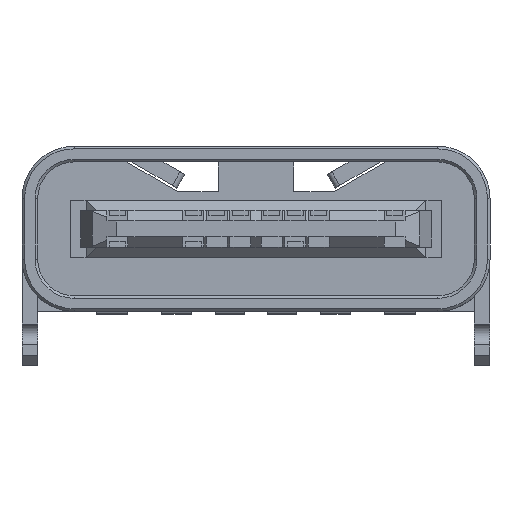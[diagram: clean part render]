
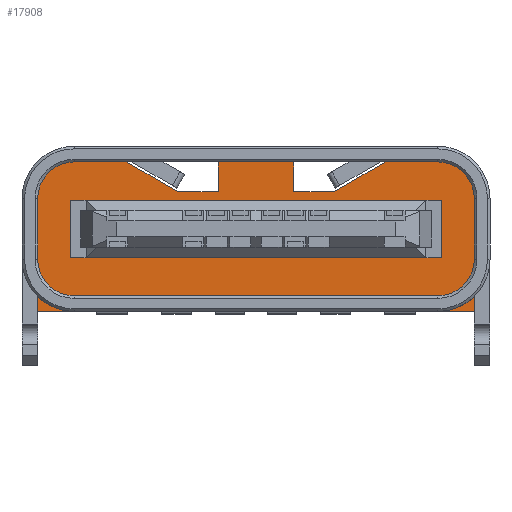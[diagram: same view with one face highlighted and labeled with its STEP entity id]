
A CAD part, front view. The second image highlights one B-rep face of the part: STEP entity #17908.
In plain terms, the highlighted planar face has unit normal (0, -1, 0).
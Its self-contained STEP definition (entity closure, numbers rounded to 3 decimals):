
#90 = VERTEX_POINT ( 'NONE', #4477 ) ;
#216 = LINE ( 'NONE', #13348, #1797 ) ;
#219 = CARTESIAN_POINT ( 'NONE',  ( -0.72, 2.075, 2.293 ) ) ;
#304 = ORIENTED_EDGE ( 'NONE', *, *, #32902, .T. ) ;
#377 = CIRCLE ( 'NONE', #1971, 0.7 ) ;
#615 = CARTESIAN_POINT ( 'NONE',  ( -0.72, 2.075, 2.86 ) ) ;
#719 = DIRECTION ( 'NONE',  ( 1., 0., 0. ) ) ;
#833 = VECTOR ( 'NONE', #25707, 1000. ) ;
#1185 = VERTEX_POINT ( 'NONE', #13026 ) ;
#1230 = EDGE_CURVE ( 'NONE', #30581, #1185, #23462, .T. ) ;
#1278 = LINE ( 'NONE', #8594, #2222 ) ;
#1315 = VERTEX_POINT ( 'NONE', #17143 ) ;
#1373 = ORIENTED_EDGE ( 'NONE', *, *, #19343, .T. ) ;
#1488 = CARTESIAN_POINT ( 'NONE',  ( 4.175, 2.075, 2.16 ) ) ;
#1679 = CARTESIAN_POINT ( 'NONE',  ( -3.475, 2.075, 2.16 ) ) ;
#1751 = VERTEX_POINT ( 'NONE', #4481 ) ;
#1760 = VERTEX_POINT ( 'NONE', #14745 ) ;
#1797 = VECTOR ( 'NONE', #719, 1000. ) ;
#1951 = DIRECTION ( 'NONE',  ( 0., 0., 1. ) ) ;
#1970 = CARTESIAN_POINT ( 'NONE',  ( -0.72, 2.075, 2.86 ) ) ;
#1971 = AXIS2_PLACEMENT_3D ( 'NONE', #7554, #15726, #25524 ) ;
#2034 = ORIENTED_EDGE ( 'NONE', *, *, #22164, .F. ) ;
#2088 = DIRECTION ( 'NONE',  ( -1., 0., 0. ) ) ;
#2222 = VECTOR ( 'NONE', #21505, 1000. ) ;
#2292 = DIRECTION ( 'NONE',  ( 0., 0., 1. ) ) ;
#3226 = CARTESIAN_POINT ( 'NONE',  ( -3.55, 2.075, 2.13 ) ) ;
#3348 = EDGE_CURVE ( 'NONE', #1760, #4513, #28654, .T. ) ;
#3382 = CARTESIAN_POINT ( 'NONE',  ( -3.55, 2.075, 1.03 ) ) ;
#3719 = DIRECTION ( 'NONE',  ( 1., 0., 0. ) ) ;
#3775 = PLANE ( 'NONE',  #12687 ) ;
#3899 = EDGE_CURVE ( 'NONE', #10720, #28326, #216, .T. ) ;
#4121 = ORIENTED_EDGE ( 'NONE', *, *, #18775, .F. ) ;
#4231 = CARTESIAN_POINT ( 'NONE',  ( 2.473, 2.075, 2.86 ) ) ;
#4447 = LINE ( 'NONE', #7172, #13302 ) ;
#4477 = CARTESIAN_POINT ( 'NONE',  ( 0.72, 2.075, 2.86 ) ) ;
#4481 = CARTESIAN_POINT ( 'NONE',  ( -4.175, 2.075, 0. ) ) ;
#4513 = VERTEX_POINT ( 'NONE', #25745 ) ;
#6591 = DIRECTION ( 'NONE',  ( -1., 0., 0. ) ) ;
#7172 = CARTESIAN_POINT ( 'NONE',  ( -3.55, 2.075, 2.13 ) ) ;
#7334 = LINE ( 'NONE', #28011, #19736 ) ;
#7390 = CARTESIAN_POINT ( 'NONE',  ( -4.175, 2.075, 1. ) ) ;
#7554 = CARTESIAN_POINT ( 'NONE',  ( 3.475, 2.075, 2.16 ) ) ;
#7565 = LINE ( 'NONE', #17792, #833 ) ;
#7892 = CIRCLE ( 'NONE', #12684, 0.7 ) ;
#8174 = DIRECTION ( 'NONE',  ( -1., 0., 0. ) ) ;
#8577 = VECTOR ( 'NONE', #6591, 1000. ) ;
#8594 = CARTESIAN_POINT ( 'NONE',  ( 4.175, 2.075, 1. ) ) ;
#8625 = EDGE_CURVE ( 'NONE', #28817, #1751, #17895, .T. ) ;
#8789 = LINE ( 'NONE', #3226, #11797 ) ;
#9195 = LINE ( 'NONE', #14711, #19561 ) ;
#9716 = EDGE_CURVE ( 'NONE', #13617, #90, #22678, .T. ) ;
#10300 = ORIENTED_EDGE ( 'NONE', *, *, #3348, .T. ) ;
#10676 = ORIENTED_EDGE ( 'NONE', *, *, #8625, .F. ) ;
#10720 = VERTEX_POINT ( 'NONE', #29920 ) ;
#11135 = EDGE_CURVE ( 'NONE', #28326, #28766, #7334, .T. ) ;
#11797 = VECTOR ( 'NONE', #13629, 1000. ) ;
#12039 = LINE ( 'NONE', #12223, #30355 ) ;
#12118 = DIRECTION ( 'NONE',  ( -0.864, 0., -0.504 ) ) ;
#12223 = CARTESIAN_POINT ( 'NONE',  ( -0.72, 2.075, 2.293 ) ) ;
#12402 = VECTOR ( 'NONE', #26116, 1000. ) ;
#12684 = AXIS2_PLACEMENT_3D ( 'NONE', #1679, #18871, #13835 ) ;
#12686 = ORIENTED_EDGE ( 'NONE', *, *, #11135, .F. ) ;
#12687 = AXIS2_PLACEMENT_3D ( 'NONE', #21253, #14019, #16377 ) ;
#12778 = ORIENTED_EDGE ( 'NONE', *, *, #24073, .F. ) ;
#12796 = EDGE_CURVE ( 'NONE', #13094, #13617, #12039, .T. ) ;
#12868 = CARTESIAN_POINT ( 'NONE',  ( 4.175, 2.075, 0. ) ) ;
#12914 = LINE ( 'NONE', #7390, #32136 ) ;
#13003 = VECTOR ( 'NONE', #2088, 1000. ) ;
#13016 = EDGE_CURVE ( 'NONE', #28766, #13094, #9195, .T. ) ;
#13026 = CARTESIAN_POINT ( 'NONE',  ( 0.72, 2.075, 2.293 ) ) ;
#13094 = VERTEX_POINT ( 'NONE', #219 ) ;
#13223 = CARTESIAN_POINT ( 'NONE',  ( 1.502, 2.075, 2.293 ) ) ;
#13302 = VECTOR ( 'NONE', #30061, 1000. ) ;
#13348 = CARTESIAN_POINT ( 'NONE',  ( -3.475, 2.075, 2.86 ) ) ;
#13617 = VERTEX_POINT ( 'NONE', #615 ) ;
#13629 = DIRECTION ( 'NONE',  ( -1., 0., 0. ) ) ;
#13835 = DIRECTION ( 'NONE',  ( 0., 0., 1. ) ) ;
#13977 = CARTESIAN_POINT ( 'NONE',  ( 3.475, 2.075, 2.86 ) ) ;
#14019 = DIRECTION ( 'NONE',  ( 0., -1., 0. ) ) ;
#14552 = DIRECTION ( 'NONE',  ( 1., 0., 0. ) ) ;
#14711 = CARTESIAN_POINT ( 'NONE',  ( -1.502, 2.075, 2.293 ) ) ;
#14745 = CARTESIAN_POINT ( 'NONE',  ( 3.55, 2.075, 2.13 ) ) ;
#14865 = ORIENTED_EDGE ( 'NONE', *, *, #19506, .F. ) ;
#15180 = DIRECTION ( 'NONE',  ( 0.864, 0., -0.504 ) ) ;
#15274 = ORIENTED_EDGE ( 'NONE', *, *, #1230, .T. ) ;
#15324 = ORIENTED_EDGE ( 'NONE', *, *, #12796, .F. ) ;
#15712 = CARTESIAN_POINT ( 'NONE',  ( 4.175, 2.075, 0. ) ) ;
#15726 = DIRECTION ( 'NONE',  ( 0., -1., 0. ) ) ;
#15820 = CARTESIAN_POINT ( 'NONE',  ( 3.55, 2.075, 2.13 ) ) ;
#16377 = DIRECTION ( 'NONE',  ( 0., 0., 1. ) ) ;
#16429 = VERTEX_POINT ( 'NONE', #1488 ) ;
#17143 = CARTESIAN_POINT ( 'NONE',  ( -3.55, 2.075, 1.03 ) ) ;
#17513 = EDGE_CURVE ( 'NONE', #1185, #90, #7565, .T. ) ;
#17792 = CARTESIAN_POINT ( 'NONE',  ( 0.72, 2.075, 2.293 ) ) ;
#17895 = LINE ( 'NONE', #12868, #13003 ) ;
#17908 = ADVANCED_FACE ( 'NONE', ( #21597, #18732 ), #3775, .T. ) ;
#18353 = VECTOR ( 'NONE', #3719, 1000. ) ;
#18400 = CARTESIAN_POINT ( 'NONE',  ( -1.502, 2.075, 2.293 ) ) ;
#18732 = FACE_OUTER_BOUND ( 'NONE', #19029, .T. ) ;
#18775 = EDGE_CURVE ( 'NONE', #27827, #10720, #7892, .T. ) ;
#18842 = LINE ( 'NONE', #3382, #18353 ) ;
#18871 = DIRECTION ( 'NONE',  ( 0., 1., 0. ) ) ;
#19029 = EDGE_LOOP ( 'NONE', ( #21015, #31673, #15324, #26421, #12686, #20714, #4121, #2034, #10676, #24925, #1373, #21173, #304, #15274 ) ) ;
#19086 = CARTESIAN_POINT ( 'NONE',  ( 2.473, 2.075, 2.86 ) ) ;
#19343 = EDGE_CURVE ( 'NONE', #16429, #20520, #377, .T. ) ;
#19506 = EDGE_CURVE ( 'NONE', #27045, #1315, #4447, .T. ) ;
#19561 = VECTOR ( 'NONE', #14552, 1000. ) ;
#19736 = VECTOR ( 'NONE', #15180, 1000. ) ;
#19956 = CARTESIAN_POINT ( 'NONE',  ( -2.473, 2.075, 2.86 ) ) ;
#20227 = CARTESIAN_POINT ( 'NONE',  ( 3.475, 2.075, 2.86 ) ) ;
#20520 = VERTEX_POINT ( 'NONE', #20227 ) ;
#20714 = ORIENTED_EDGE ( 'NONE', *, *, #3899, .F. ) ;
#20893 = CARTESIAN_POINT ( 'NONE',  ( 1.502, 2.075, 2.293 ) ) ;
#21015 = ORIENTED_EDGE ( 'NONE', *, *, #17513, .T. ) ;
#21173 = ORIENTED_EDGE ( 'NONE', *, *, #23032, .T. ) ;
#21253 = CARTESIAN_POINT ( 'NONE',  ( -4.175, 2.075, 11.318 ) ) ;
#21505 = DIRECTION ( 'NONE',  ( 0., 0., 1. ) ) ;
#21597 = FACE_BOUND ( 'NONE', #25599, .T. ) ;
#22164 = EDGE_CURVE ( 'NONE', #1751, #27827, #12914, .T. ) ;
#22342 = DIRECTION ( 'NONE',  ( 1., 0., 0. ) ) ;
#22359 = VERTEX_POINT ( 'NONE', #19086 ) ;
#22678 = LINE ( 'NONE', #1970, #23907 ) ;
#23032 = EDGE_CURVE ( 'NONE', #20520, #22359, #24759, .T. ) ;
#23462 = LINE ( 'NONE', #20893, #29655 ) ;
#23907 = VECTOR ( 'NONE', #22342, 1000. ) ;
#24073 = EDGE_CURVE ( 'NONE', #1760, #27045, #8789, .T. ) ;
#24759 = LINE ( 'NONE', #13977, #8577 ) ;
#24925 = ORIENTED_EDGE ( 'NONE', *, *, #27463, .T. ) ;
#25490 = CARTESIAN_POINT ( 'NONE',  ( -4.175, 2.075, 2.16 ) ) ;
#25524 = DIRECTION ( 'NONE',  ( 0., 0., 1. ) ) ;
#25599 = EDGE_LOOP ( 'NONE', ( #12778, #10300, #29870, #14865 ) ) ;
#25707 = DIRECTION ( 'NONE',  ( 0., 0., 1. ) ) ;
#25745 = CARTESIAN_POINT ( 'NONE',  ( 3.55, 2.075, 1.03 ) ) ;
#26116 = DIRECTION ( 'NONE',  ( 0., 0., -1. ) ) ;
#26342 = EDGE_CURVE ( 'NONE', #1315, #4513, #18842, .T. ) ;
#26421 = ORIENTED_EDGE ( 'NONE', *, *, #13016, .F. ) ;
#27045 = VERTEX_POINT ( 'NONE', #27862 ) ;
#27463 = EDGE_CURVE ( 'NONE', #28817, #16429, #1278, .T. ) ;
#27827 = VERTEX_POINT ( 'NONE', #25490 ) ;
#27862 = CARTESIAN_POINT ( 'NONE',  ( -3.55, 2.075, 2.13 ) ) ;
#28011 = CARTESIAN_POINT ( 'NONE',  ( -2.473, 2.075, 2.86 ) ) ;
#28326 = VERTEX_POINT ( 'NONE', #19956 ) ;
#28654 = LINE ( 'NONE', #15820, #12402 ) ;
#28766 = VERTEX_POINT ( 'NONE', #18400 ) ;
#28817 = VERTEX_POINT ( 'NONE', #15712 ) ;
#29655 = VECTOR ( 'NONE', #8174, 1000. ) ;
#29870 = ORIENTED_EDGE ( 'NONE', *, *, #26342, .F. ) ;
#29920 = CARTESIAN_POINT ( 'NONE',  ( -3.475, 2.075, 2.86 ) ) ;
#30001 = LINE ( 'NONE', #4231, #31119 ) ;
#30061 = DIRECTION ( 'NONE',  ( 0., 0., -1. ) ) ;
#30355 = VECTOR ( 'NONE', #1951, 1000. ) ;
#30581 = VERTEX_POINT ( 'NONE', #13223 ) ;
#31119 = VECTOR ( 'NONE', #12118, 1000. ) ;
#31673 = ORIENTED_EDGE ( 'NONE', *, *, #9716, .F. ) ;
#32136 = VECTOR ( 'NONE', #2292, 1000. ) ;
#32902 = EDGE_CURVE ( 'NONE', #22359, #30581, #30001, .T. ) ;
